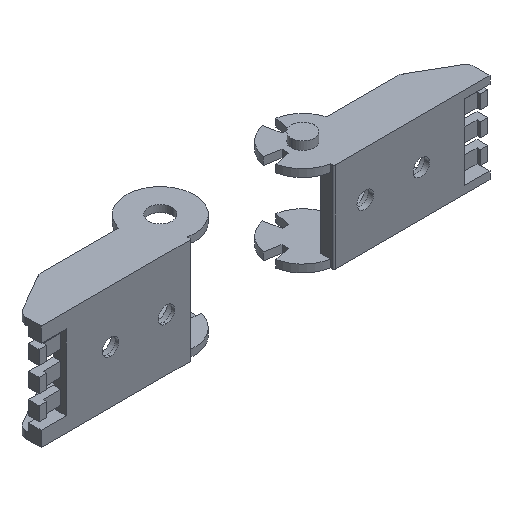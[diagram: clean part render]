
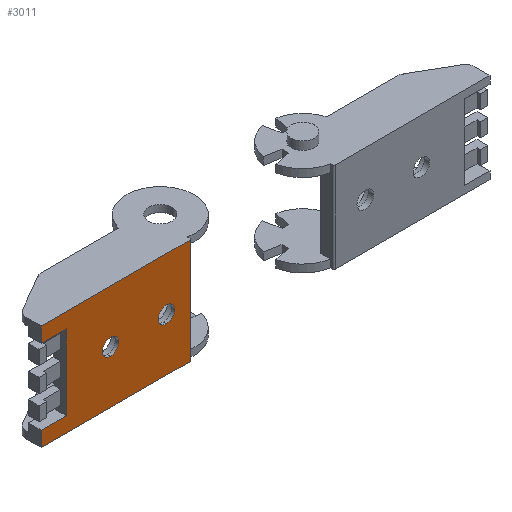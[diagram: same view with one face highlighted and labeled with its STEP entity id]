
A CAD part, isometric view. The second image highlights one B-rep face of the part: STEP entity #3011.
In plain terms, the highlighted planar face has unit normal (0, -1, 0).
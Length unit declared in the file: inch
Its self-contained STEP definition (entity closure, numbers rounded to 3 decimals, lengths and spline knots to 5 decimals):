
#116 = LINE ( 'NONE', #910, #1060 ) ;
#195 = CIRCLE ( 'NONE', #4900, 0.11024 ) ;
#255 = DIRECTION ( 'NONE',  ( 1., 0., 0. ) ) ;
#299 = ORIENTED_EDGE ( 'NONE', *, *, #1631, .T. ) ;
#307 = EDGE_LOOP ( 'NONE', ( #4930, #299 ) ) ;
#320 = ORIENTED_EDGE ( 'NONE', *, *, #2653, .T. ) ;
#346 = AXIS2_PLACEMENT_3D ( 'NONE', #3124, #4672, #2375 ) ;
#426 = VECTOR ( 'NONE', #255, 39.37008 ) ;
#456 = EDGE_LOOP ( 'NONE', ( #2027, #3491, #3785, #2153, #320, #3183, #2944, #2834 ) ) ;
#505 = VECTOR ( 'NONE', #2842, 39.37008 ) ;
#536 = CARTESIAN_POINT ( 'NONE',  ( 0., 0., 0. ) ) ;
#612 = DIRECTION ( 'NONE',  ( 1., 0., 0. ) ) ;
#641 = LINE ( 'NONE', #4035, #2498 ) ;
#676 = DIRECTION ( 'NONE',  ( 0., 1., 0. ) ) ;
#749 = CARTESIAN_POINT ( 'NONE',  ( -0.33465, 0., -1.1122 ) ) ;
#774 = CARTESIAN_POINT ( 'NONE',  ( -0.9252, 0., -0.5 ) ) ;
#842 = DIRECTION ( 'NONE',  ( 0., -1., 0. ) ) ;
#890 = DIRECTION ( 'NONE',  ( 0., 1., 0. ) ) ;
#905 = AXIS2_PLACEMENT_3D ( 'NONE', #2848, #890, #3981 ) ;
#910 = CARTESIAN_POINT ( 'NONE',  ( 0., 0., 0. ) ) ;
#968 = DIRECTION ( 'NONE',  ( 0., 0., -1. ) ) ;
#973 = VERTEX_POINT ( 'NONE', #2246 ) ;
#991 = AXIS2_PLACEMENT_3D ( 'NONE', #2168, #676, #4514 ) ;
#998 = VECTOR ( 'NONE', #3639, 39.37008 ) ;
#1060 = VECTOR ( 'NONE', #4653, 39.37008 ) ;
#1061 = CIRCLE ( 'NONE', #346, 0.11024 ) ;
#1106 = CARTESIAN_POINT ( 'NONE',  ( 0., 0., -0.10827 ) ) ;
#1240 = VERTEX_POINT ( 'NONE', #774 ) ;
#1318 = VERTEX_POINT ( 'NONE', #749 ) ;
#1341 = LINE ( 'NONE', #2459, #2490 ) ;
#1382 = CIRCLE ( 'NONE', #991, 0.11024 ) ;
#1409 = EDGE_CURVE ( 'NONE', #4200, #973, #4378, .T. ) ;
#1470 = VERTEX_POINT ( 'NONE', #1106 ) ;
#1551 = CARTESIAN_POINT ( 'NONE',  ( 0., 0., 0. ) ) ;
#1631 = EDGE_CURVE ( 'NONE', #1240, #4640, #1061, .T. ) ;
#1645 = FACE_BOUND ( 'NONE', #3741, .T. ) ;
#1786 = EDGE_CURVE ( 'NONE', #2443, #1470, #3643, .T. ) ;
#1803 = LINE ( 'NONE', #2613, #998 ) ;
#1877 = VERTEX_POINT ( 'NONE', #3367 ) ;
#1919 = CARTESIAN_POINT ( 'NONE',  ( 0., 0., -1.31299 ) ) ;
#2027 = ORIENTED_EDGE ( 'NONE', *, *, #1786, .T. ) ;
#2064 = CARTESIAN_POINT ( 'NONE',  ( 0., 0., 0.09252 ) ) ;
#2118 = VERTEX_POINT ( 'NONE', #1919 ) ;
#2153 = ORIENTED_EDGE ( 'NONE', *, *, #3387, .T. ) ;
#2164 = DIRECTION ( 'NONE',  ( 0., 0., -1. ) ) ;
#2168 = CARTESIAN_POINT ( 'NONE',  ( -0.9252, 0., -0.61024 ) ) ;
#2246 = CARTESIAN_POINT ( 'NONE',  ( -1.98819, 0., 0.09252 ) ) ;
#2308 = CARTESIAN_POINT ( 'NONE',  ( -0.33465, 0., -0.10827 ) ) ;
#2344 = CARTESIAN_POINT ( 'NONE',  ( -1.98819, 0., -1.31299 ) ) ;
#2369 = CARTESIAN_POINT ( 'NONE',  ( -1.67323, 0., -0.72047 ) ) ;
#2375 = DIRECTION ( 'NONE',  ( 0., 0., -1. ) ) ;
#2443 = VERTEX_POINT ( 'NONE', #2308 ) ;
#2459 = CARTESIAN_POINT ( 'NONE',  ( -1.98819, 0., 0. ) ) ;
#2486 = VECTOR ( 'NONE', #612, 39.37008 ) ;
#2490 = VECTOR ( 'NONE', #968, 39.37008 ) ;
#2498 = VECTOR ( 'NONE', #4085, 39.37008 ) ;
#2613 = CARTESIAN_POINT ( 'NONE',  ( -0.33465, 0., 0. ) ) ;
#2653 = EDGE_CURVE ( 'NONE', #3282, #2118, #3255, .T. ) ;
#2834 = ORIENTED_EDGE ( 'NONE', *, *, #4586, .T. ) ;
#2842 = DIRECTION ( 'NONE',  ( -1., 0., 0. ) ) ;
#2848 = CARTESIAN_POINT ( 'NONE',  ( -1.67323, 0., -0.61024 ) ) ;
#2944 = ORIENTED_EDGE ( 'NONE', *, *, #3995, .T. ) ;
#2970 = CIRCLE ( 'NONE', #905, 0.11024 ) ;
#2994 = EDGE_CURVE ( 'NONE', #2118, #3463, #116, .T. ) ;
#3011 = ADVANCED_FACE ( 'NONE', ( #1645, #3973, #3130 ), #3101, .T. ) ;
#3027 = DIRECTION ( 'NONE',  ( 0., 0., 1. ) ) ;
#3050 = VECTOR ( 'NONE', #3027, 39.37008 ) ;
#3101 = PLANE ( 'NONE',  #3843 ) ;
#3124 = CARTESIAN_POINT ( 'NONE',  ( -0.9252, 0., -0.61024 ) ) ;
#3130 = FACE_OUTER_BOUND ( 'NONE', #456, .T. ) ;
#3183 = ORIENTED_EDGE ( 'NONE', *, *, #2994, .T. ) ;
#3190 = VERTEX_POINT ( 'NONE', #2369 ) ;
#3255 = LINE ( 'NONE', #4850, #2486 ) ;
#3282 = VERTEX_POINT ( 'NONE', #2344 ) ;
#3284 = CARTESIAN_POINT ( 'NONE',  ( -1.67323, 0., -0.61024 ) ) ;
#3367 = CARTESIAN_POINT ( 'NONE',  ( -1.67323, 0., -0.5 ) ) ;
#3387 = EDGE_CURVE ( 'NONE', #973, #3282, #1341, .T. ) ;
#3463 = VERTEX_POINT ( 'NONE', #4138 ) ;
#3484 = LINE ( 'NONE', #1551, #3050 ) ;
#3491 = ORIENTED_EDGE ( 'NONE', *, *, #3661, .T. ) ;
#3540 = EDGE_CURVE ( 'NONE', #4640, #1240, #1382, .T. ) ;
#3565 = ORIENTED_EDGE ( 'NONE', *, *, #3815, .T. ) ;
#3639 = DIRECTION ( 'NONE',  ( 0., 0., 1. ) ) ;
#3643 = LINE ( 'NONE', #4390, #426 ) ;
#3661 = EDGE_CURVE ( 'NONE', #1470, #4200, #3484, .T. ) ;
#3672 = CARTESIAN_POINT ( 'NONE',  ( 0., 0., 0.09252 ) ) ;
#3741 = EDGE_LOOP ( 'NONE', ( #3565, #4353 ) ) ;
#3785 = ORIENTED_EDGE ( 'NONE', *, *, #1409, .T. ) ;
#3815 = EDGE_CURVE ( 'NONE', #3190, #1877, #2970, .T. ) ;
#3843 = AXIS2_PLACEMENT_3D ( 'NONE', #536, #842, #3927 ) ;
#3927 = DIRECTION ( 'NONE',  ( 0., 0., -1. ) ) ;
#3973 = FACE_BOUND ( 'NONE', #307, .T. ) ;
#3981 = DIRECTION ( 'NONE',  ( 0., 0., -1. ) ) ;
#3995 = EDGE_CURVE ( 'NONE', #3463, #1318, #641, .T. ) ;
#4005 = EDGE_CURVE ( 'NONE', #1877, #3190, #195, .T. ) ;
#4035 = CARTESIAN_POINT ( 'NONE',  ( 0., 0., -1.1122 ) ) ;
#4085 = DIRECTION ( 'NONE',  ( -1., 0., 0. ) ) ;
#4138 = CARTESIAN_POINT ( 'NONE',  ( 0., 0., -1.1122 ) ) ;
#4200 = VERTEX_POINT ( 'NONE', #2064 ) ;
#4213 = CARTESIAN_POINT ( 'NONE',  ( -0.9252, 0., -0.72047 ) ) ;
#4353 = ORIENTED_EDGE ( 'NONE', *, *, #4005, .T. ) ;
#4378 = LINE ( 'NONE', #3672, #505 ) ;
#4390 = CARTESIAN_POINT ( 'NONE',  ( 0., 0., -0.10827 ) ) ;
#4438 = DIRECTION ( 'NONE',  ( 0., 1., 0. ) ) ;
#4514 = DIRECTION ( 'NONE',  ( 0., 0., -1. ) ) ;
#4586 = EDGE_CURVE ( 'NONE', #1318, #2443, #1803, .T. ) ;
#4640 = VERTEX_POINT ( 'NONE', #4213 ) ;
#4653 = DIRECTION ( 'NONE',  ( 0., 0., 1. ) ) ;
#4672 = DIRECTION ( 'NONE',  ( 0., 1., 0. ) ) ;
#4850 = CARTESIAN_POINT ( 'NONE',  ( 0., 0., -1.31299 ) ) ;
#4900 = AXIS2_PLACEMENT_3D ( 'NONE', #3284, #4438, #2164 ) ;
#4930 = ORIENTED_EDGE ( 'NONE', *, *, #3540, .T. ) ;
